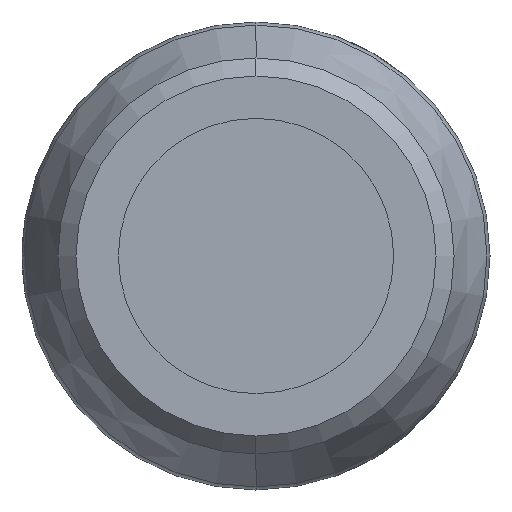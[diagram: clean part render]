
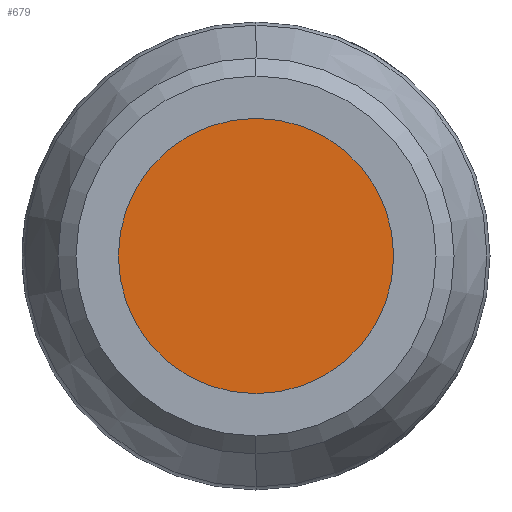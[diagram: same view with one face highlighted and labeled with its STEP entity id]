
A CAD part, left-side view. The second image highlights one B-rep face of the part: STEP entity #679.
In plain terms, the highlighted face is planar.
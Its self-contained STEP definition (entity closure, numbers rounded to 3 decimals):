
#54 = FACE_OUTER_BOUND ( 'NONE', #2637, .T. ) ;
#436 = ORIENTED_EDGE ( 'NONE', *, *, #2966, .F. ) ;
#548 = CARTESIAN_POINT ( 'NONE',  ( -10., 6., 0. ) ) ;
#679 = ADVANCED_FACE ( 'NONE', ( #54 ), #3098, .F. ) ;
#818 = DIRECTION ( 'NONE',  ( 0., -1., 0. ) ) ;
#874 = CARTESIAN_POINT ( 'NONE',  ( 0., 6., 0. ) ) ;
#899 = AXIS2_PLACEMENT_3D ( 'NONE', #874, #1890, #2435 ) ;
#926 = AXIS2_PLACEMENT_3D ( 'NONE', #2970, #3234, #3184 ) ;
#980 = CARTESIAN_POINT ( 'NONE',  ( 0., 6., 10. ) ) ;
#1127 = CIRCLE ( 'NONE', #926, 10. ) ;
#1172 = ORIENTED_EDGE ( 'NONE', *, *, #2092, .F. ) ;
#1313 = AXIS2_PLACEMENT_3D ( 'NONE', #548, #818, #1330 ) ;
#1330 = DIRECTION ( 'NONE',  ( 0., 0., -1. ) ) ;
#1416 = VERTEX_POINT ( 'NONE', #980 ) ;
#1890 = DIRECTION ( 'NONE',  ( 0., -1., 0. ) ) ;
#2092 = EDGE_CURVE ( 'NONE', #1416, #3202, #1127, .T. ) ;
#2318 = CIRCLE ( 'NONE', #899, 10. ) ;
#2435 = DIRECTION ( 'NONE',  ( 0., 0., -1. ) ) ;
#2637 = EDGE_LOOP ( 'NONE', ( #436, #1172 ) ) ;
#2904 = CARTESIAN_POINT ( 'NONE',  ( 0., 6., -10. ) ) ;
#2966 = EDGE_CURVE ( 'NONE', #3202, #1416, #2318, .T. ) ;
#2970 = CARTESIAN_POINT ( 'NONE',  ( 0., 6., 0. ) ) ;
#3098 = PLANE ( 'NONE',  #1313 ) ;
#3184 = DIRECTION ( 'NONE',  ( 0., 0., -1. ) ) ;
#3202 = VERTEX_POINT ( 'NONE', #2904 ) ;
#3234 = DIRECTION ( 'NONE',  ( 0., -1., 0. ) ) ;
